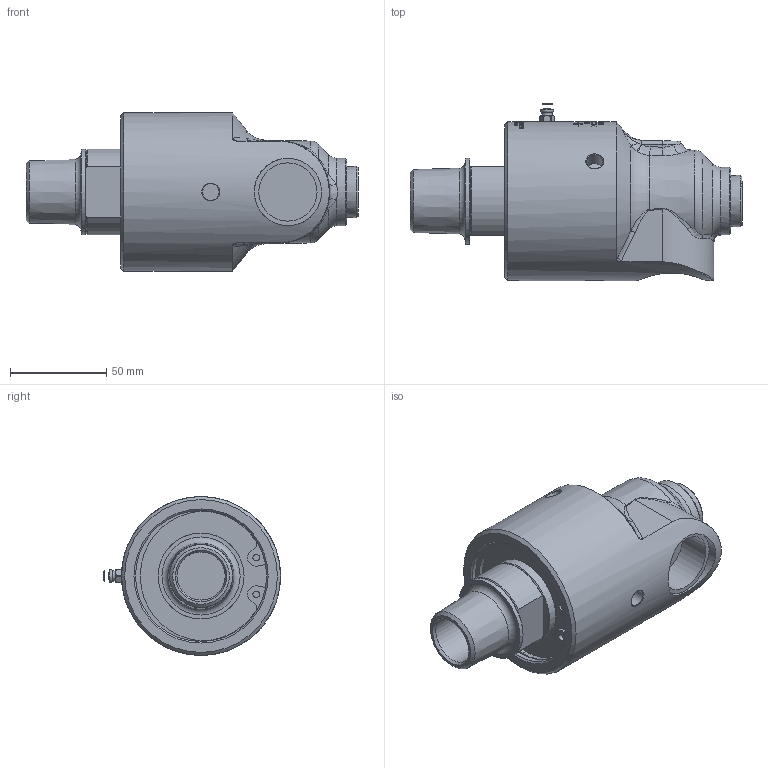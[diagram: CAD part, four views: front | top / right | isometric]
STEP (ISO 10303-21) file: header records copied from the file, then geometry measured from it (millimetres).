
FILE_DESCRIPTION(/* description */ (''),/* implementation_level */ '2;1');
FILE_NAME(/* name */ '357-045-577-IC.stp',/* time_stamp */ '2022-02-21T13:27:00-06:00',/* author */ ('nreyna'),/* organization */ (''),/* preprocessor_version */ 'ST-DEVELOPER v18.1',/* originating_system */ 'Autodesk Inventor 2022',/* authorisation */ '');
FILE_SCHEMA (('AUTOMOTIVE_DESIGN { 1 0 10303 214 3 1 1 }'));
Products named in the file (1): 357-045-577-IC
Bounding box: 172.54 x 92.01 x 82.6 mm (x, y, z)
Volume: 482915.3 mm3; surface area: 59834.5 mm2
Topology: 5 solids, 5 shells, 1240 faces, 3307 edges, 2189 vertices
Faces by surface type: bspline 578, plane 472, cylinder 135, cone 45, torus 10
Full cylindrical faces by diameter (mm): 2.005 x1, 3.444 x2, 3.5 x1, 5.359 x1, 6.35 x1, 8.6 x3, 22.631 x1, 25 x1, 30.291 x1, 35 x1, 44.65 x2, 68.1 x1, 73.8 x1, 82.6 x1
Entity records: 52483 total; most frequent: CARTESIAN_POINT 24699, ORIENTED_EDGE 6608, DIRECTION 4127, EDGE_CURVE 3304, VERTEX_POINT 2189, AXIS2_PLACEMENT_3D 1393, EDGE_LOOP 1360, LINE 1341
